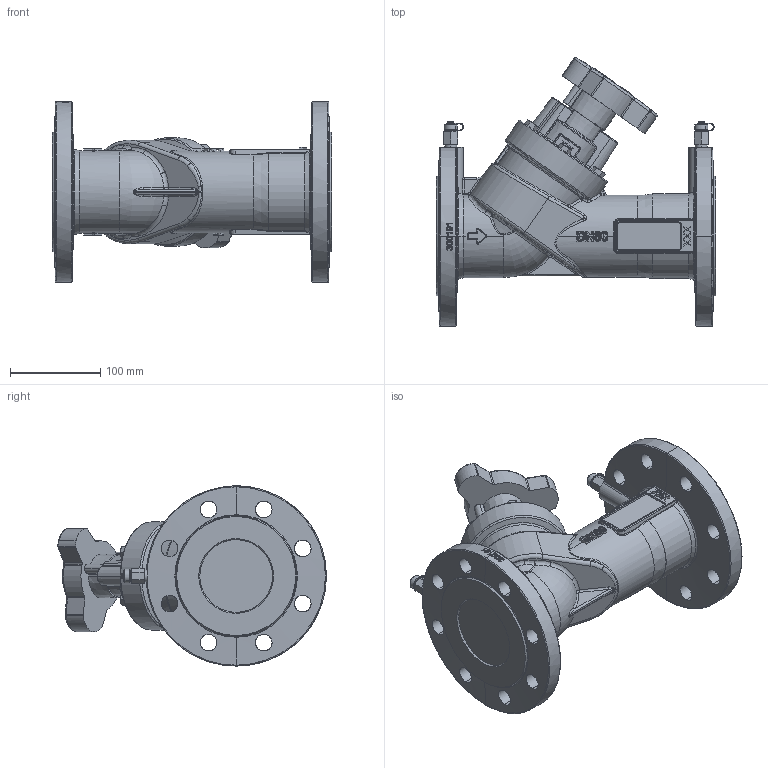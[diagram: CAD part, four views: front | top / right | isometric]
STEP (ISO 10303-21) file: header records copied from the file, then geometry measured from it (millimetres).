
FILE_DESCRIPTION(('CATIA V5 STEP Exchange','CAx-IF Rec.Pracs.--- Model Styling and Organization---1.4--- 2014-01-23','CAx-IF Rec.Pracs.---3D Tessellated Data Validation Properties---0.5---2014-09-14'),'2;1');
FILE_NAME('STEP_130083_-_TST.stp','2021-10-19T06:18:50+00:00',('none'),('none'),'CATIA Version 5-6 Release 2019 SP3','CATIA V5 STEP AP242 v1','none');
FILE_SCHEMA(('AP242_MANAGED_MODEL_BASED_3D_ENGINEERING_MIM_LF {1 0 10303 442 1 1 4}'));
Products named in the file (1): 130083 - TST
Bounding box: 310 x 298.04 x 200 mm (x, y, z)
Volume: 4068900.7 mm3; surface area: 311853.2 mm2
Topology: 1 solids, 21 shells, 1910 faces, 5120 edges, 3294 vertices
Faces by surface type: bspline 700, plane 519, cylinder 338, cone 218, torus 101, sphere 34
Entity records: 78144 total; most frequent: CARTESIAN_POINT 41411, ORIENTED_EDGE 10158, EDGE_CURVE 5079, DIRECTION 3610, VERTEX_POINT 3294, B_SPLINE_CURVE_WITH_KNOTS 2433, EDGE_LOOP 2041, ADVANCED_FACE 1910
